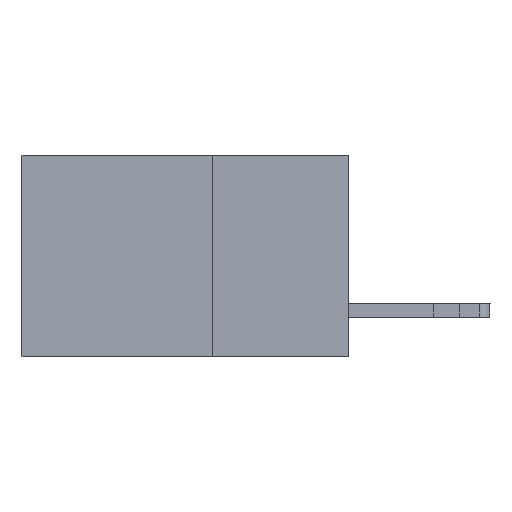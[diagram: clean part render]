
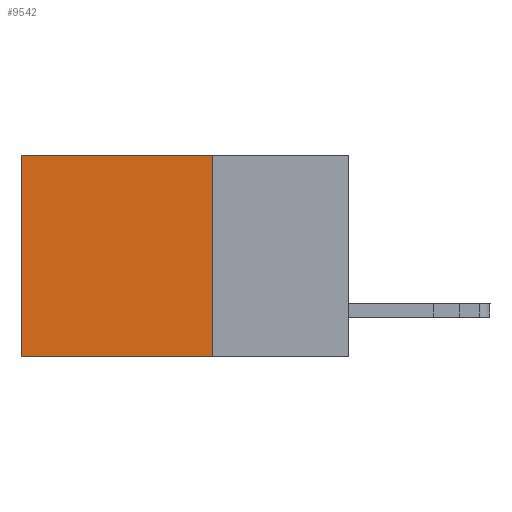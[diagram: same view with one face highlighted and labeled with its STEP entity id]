
A CAD part, left-side view. The second image highlights one B-rep face of the part: STEP entity #9542.
In plain terms, the highlighted planar face has unit normal (-1, 0, 0).
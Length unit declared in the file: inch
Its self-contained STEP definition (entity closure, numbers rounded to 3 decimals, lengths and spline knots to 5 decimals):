
#190 = AXIS2_PLACEMENT_3D ( 'NONE', #14273, #18796, #8432 ) ;
#294 = EDGE_CURVE ( 'NONE', #16188, #349, #4642, .T. ) ;
#349 = VERTEX_POINT ( 'NONE', #494 ) ;
#494 = CARTESIAN_POINT ( 'NONE',  ( 0.298, 0.6, -0.37 ) ) ;
#1022 = VECTOR ( 'NONE', #11963, 39.37008 ) ;
#1470 = DIRECTION ( 'NONE',  ( 0., 1., 0. ) ) ;
#1972 = CARTESIAN_POINT ( 'NONE',  ( 0.298, 0.25, -0.37 ) ) ;
#2786 = ORIENTED_EDGE ( 'NONE', *, *, #18248, .F. ) ;
#3056 = LINE ( 'NONE', #15006, #17809 ) ;
#3575 = ORIENTED_EDGE ( 'NONE', *, *, #8077, .T. ) ;
#3650 = DIRECTION ( 'NONE',  ( 0., 0., -1. ) ) ;
#4642 = LINE ( 'NONE', #9657, #6152 ) ;
#4747 = VERTEX_POINT ( 'NONE', #1972 ) ;
#5943 = LINE ( 'NONE', #7315, #1022 ) ;
#6110 = DIRECTION ( 'NONE',  ( 0., 0., -1. ) ) ;
#6152 = VECTOR ( 'NONE', #3650, 39.37008 ) ;
#7287 = ORIENTED_EDGE ( 'NONE', *, *, #12118, .F. ) ;
#7315 = CARTESIAN_POINT ( 'NONE',  ( 0.298, 0.25, 0. ) ) ;
#8077 = EDGE_CURVE ( 'NONE', #16839, #16188, #5943, .T. ) ;
#8239 = PLANE ( 'NONE',  #190 ) ;
#8432 = DIRECTION ( 'NONE',  ( 0., 0., -1. ) ) ;
#8945 = CARTESIAN_POINT ( 'NONE',  ( 0.298, 0.25, -0.37 ) ) ;
#9542 = ADVANCED_FACE ( 'NONE', ( #15747 ), #8239, .F. ) ;
#9657 = CARTESIAN_POINT ( 'NONE',  ( 0.298, 0.6, 0. ) ) ;
#9991 = VECTOR ( 'NONE', #1470, 39.37008 ) ;
#10173 = EDGE_LOOP ( 'NONE', ( #15008, #7287, #2786, #3575 ) ) ;
#10298 = CARTESIAN_POINT ( 'NONE',  ( 0.298, 0.6, 0. ) ) ;
#11963 = DIRECTION ( 'NONE',  ( 0., 1., 0. ) ) ;
#12118 = EDGE_CURVE ( 'NONE', #4747, #349, #16460, .T. ) ;
#14273 = CARTESIAN_POINT ( 'NONE',  ( 0.298, 0.25, 0. ) ) ;
#15006 = CARTESIAN_POINT ( 'NONE',  ( 0.298, 0.25, 0. ) ) ;
#15008 = ORIENTED_EDGE ( 'NONE', *, *, #294, .T. ) ;
#15747 = FACE_OUTER_BOUND ( 'NONE', #10173, .T. ) ;
#16188 = VERTEX_POINT ( 'NONE', #10298 ) ;
#16460 = LINE ( 'NONE', #8945, #9991 ) ;
#16839 = VERTEX_POINT ( 'NONE', #18818 ) ;
#17809 = VECTOR ( 'NONE', #6110, 39.37008 ) ;
#18248 = EDGE_CURVE ( 'NONE', #16839, #4747, #3056, .T. ) ;
#18796 = DIRECTION ( 'NONE',  ( 1., 0., 0. ) ) ;
#18818 = CARTESIAN_POINT ( 'NONE',  ( 0.298, 0.25, 0. ) ) ;
